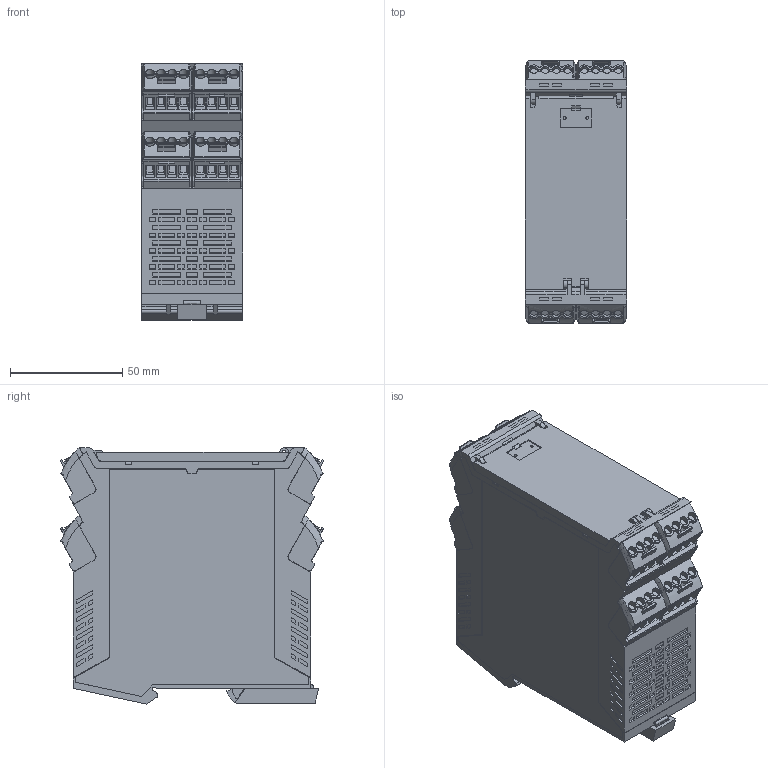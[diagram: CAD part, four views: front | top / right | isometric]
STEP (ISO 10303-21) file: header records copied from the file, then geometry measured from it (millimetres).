
FILE_DESCRIPTION(('CATIA V5 STEP Exchange','CAx-IF Rec.Pracs.--- Model Styling and Organization---1.4--- 2014-01-23'),'2;1');
FILE_NAME ('D1474240_0_1519470000_S3D_CH20M45_SET_22_22_BK_OR.stp','2021-02-17T13:29:36+00:00',('none'),('Weidmueller'),'CATIA Version 5-6 Release 2016 SP3 HF44','CATIA V5 STEP AP214','none');
FILE_SCHEMA(('AUTOMOTIVE_DESIGN { 1 0 10303 214 1 1 1 1 }'));
Products named in the file (1): S3D_CH20M45_SET_22_22_BK_OR
Bounding box: 45 x 117.21 x 114.02 mm (x, y, z)
Volume: 127297.6 mm3; surface area: 171163.7 mm2
Topology: 126 solids, 126 shells, 7059 faces, 20782 edges, 14227 vertices
Faces by surface type: plane 5384, cylinder 1105, extrusion 488, revolution 64, bspline 16, sphere 2
Entity records: 238561 total; most frequent: CARTESIAN_POINT 53322, ORIENTED_EDGE 41564, DIRECTION 28862, EDGE_CURVE 20782, VECTOR 16113, LINE 15625, VERTEX_POINT 14227, AXIS2_PLACEMENT_3D 7630
